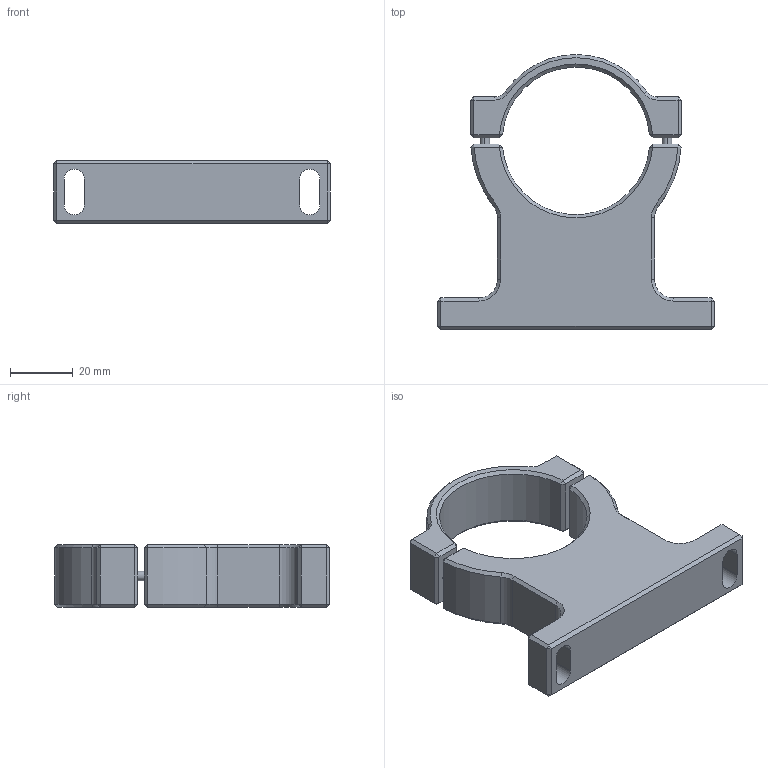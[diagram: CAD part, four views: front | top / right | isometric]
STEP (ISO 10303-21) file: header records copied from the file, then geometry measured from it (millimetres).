
FILE_DESCRIPTION (( 'STEP AP203' ), '1' );
FILE_NAME ('S5SET0022_02.STEP', '2016-03-03T08:51:47', ( '' ), ( '' ), 'SwSTEP 2.0', 'SolidWorks 2015', '' );
FILE_SCHEMA (( 'CONFIG_CONTROL_DESIGN' ));
Length unit declared in the file: millimetre
Products named in the file (1): S5SET0022_02
Bounding box: 88 x 87.5 x 20 mm (x, y, z)
Surface area: 17184.9 mm2 (no closed solid volume)
Topology: 0 solids, 4 shells, 142 faces, 320 edges, 180 vertices
Faces by surface type: plane 95, cylinder 25, cone 22
Entity records: 3920 total; most frequent: CARTESIAN_POINT 689, DIRECTION 674, ORIENTED_EDGE 620, EDGE_CURVE 320, AXIS2_PLACEMENT_3D 225, LINE 224, VECTOR 224, VERTEX_POINT 180
